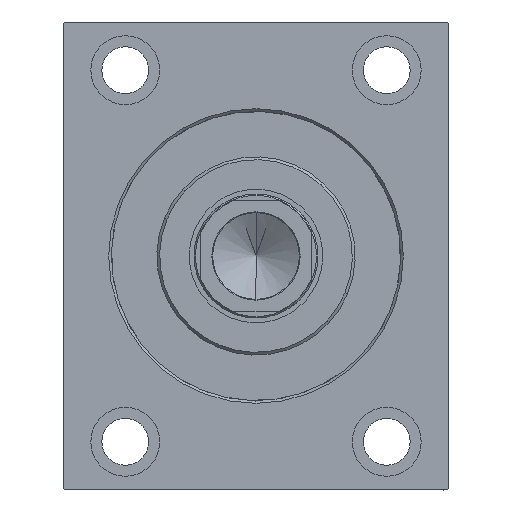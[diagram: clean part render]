
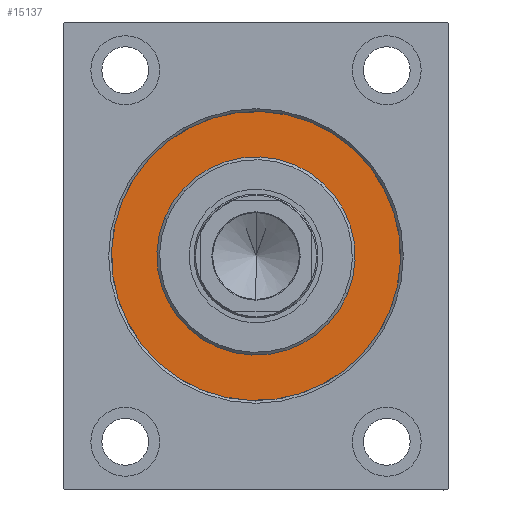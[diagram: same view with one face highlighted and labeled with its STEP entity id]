
A CAD part, left-side view. The second image highlights one B-rep face of the part: STEP entity #15137.
In plain terms, the highlighted face is planar.
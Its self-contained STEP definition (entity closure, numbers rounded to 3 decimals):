
#73 = AXIS2_PLACEMENT_3D ( 'NONE', #21161, #13815, #30752 ) ;
#802 = EDGE_LOOP ( 'NONE', ( #26287, #30782 ) ) ;
#1725 = EDGE_LOOP ( 'NONE', ( #10727, #34350 ) ) ;
#2567 = DIRECTION ( 'NONE',  ( 0., 0., 1. ) ) ;
#2633 = AXIS2_PLACEMENT_3D ( 'NONE', #9194, #22782, #34578 ) ;
#5243 = PLANE ( 'NONE',  #43653 ) ;
#5463 = CARTESIAN_POINT ( 'NONE',  ( 0., 0., 0. ) ) ;
#6475 = CARTESIAN_POINT ( 'NONE',  ( 0., 0., 52.5 ) ) ;
#8117 = EDGE_CURVE ( 'NONE', #26526, #34461, #42257, .T. ) ;
#9194 = CARTESIAN_POINT ( 'NONE',  ( 0., 0., 0. ) ) ;
#9543 = EDGE_CURVE ( 'NONE', #29540, #44007, #38534, .T. ) ;
#10727 = ORIENTED_EDGE ( 'NONE', *, *, #31000, .F. ) ;
#11958 = CARTESIAN_POINT ( 'NONE',  ( 0., 0., 0. ) ) ;
#13815 = DIRECTION ( 'NONE',  ( 1., 0., 0. ) ) ;
#15137 = ADVANCED_FACE ( 'NONE', ( #42913, #23285 ), #5243, .F. ) ;
#15502 = DIRECTION ( 'NONE',  ( -1., 0., 0. ) ) ;
#16978 = CARTESIAN_POINT ( 'NONE',  ( 0., 0., 36. ) ) ;
#21161 = CARTESIAN_POINT ( 'NONE',  ( 0., 0., 0. ) ) ;
#22782 = DIRECTION ( 'NONE',  ( 1., 0., 0. ) ) ;
#23285 = FACE_OUTER_BOUND ( 'NONE', #802, .T. ) ;
#26287 = ORIENTED_EDGE ( 'NONE', *, *, #38919, .F. ) ;
#26526 = VERTEX_POINT ( 'NONE', #6475 ) ;
#26900 = CIRCLE ( 'NONE', #34754, 52.5 ) ;
#28968 = CIRCLE ( 'NONE', #2633, 36. ) ;
#29540 = VERTEX_POINT ( 'NONE', #33875 ) ;
#30752 = DIRECTION ( 'NONE',  ( 0., 0., -1. ) ) ;
#30782 = ORIENTED_EDGE ( 'NONE', *, *, #8117, .F. ) ;
#31000 = EDGE_CURVE ( 'NONE', #44007, #29540, #28968, .T. ) ;
#31567 = AXIS2_PLACEMENT_3D ( 'NONE', #35427, #41450, #38768 ) ;
#33875 = CARTESIAN_POINT ( 'NONE',  ( 0., 0., -36. ) ) ;
#34350 = ORIENTED_EDGE ( 'NONE', *, *, #9543, .F. ) ;
#34461 = VERTEX_POINT ( 'NONE', #37361 ) ;
#34578 = DIRECTION ( 'NONE',  ( 0., 0., -1. ) ) ;
#34754 = AXIS2_PLACEMENT_3D ( 'NONE', #11958, #36473, #36697 ) ;
#35427 = CARTESIAN_POINT ( 'NONE',  ( 0., 0., 0. ) ) ;
#36473 = DIRECTION ( 'NONE',  ( -1., 0., 0. ) ) ;
#36697 = DIRECTION ( 'NONE',  ( 0., 0., 1. ) ) ;
#37361 = CARTESIAN_POINT ( 'NONE',  ( 0., 0., -52.5 ) ) ;
#38534 = CIRCLE ( 'NONE', #73, 36. ) ;
#38768 = DIRECTION ( 'NONE',  ( 0., 0., 1. ) ) ;
#38919 = EDGE_CURVE ( 'NONE', #34461, #26526, #26900, .T. ) ;
#41450 = DIRECTION ( 'NONE',  ( -1., 0., 0. ) ) ;
#42257 = CIRCLE ( 'NONE', #31567, 52.5 ) ;
#42913 = FACE_BOUND ( 'NONE', #1725, .T. ) ;
#43653 = AXIS2_PLACEMENT_3D ( 'NONE', #5463, #15502, #2567 ) ;
#44007 = VERTEX_POINT ( 'NONE', #16978 ) ;
